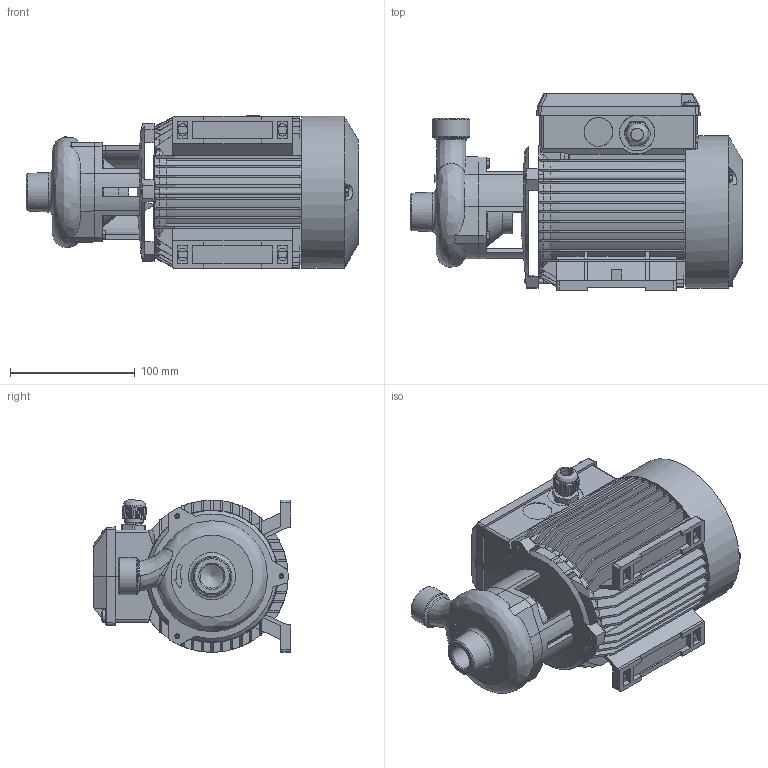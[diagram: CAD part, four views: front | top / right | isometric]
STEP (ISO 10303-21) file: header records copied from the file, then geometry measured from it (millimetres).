
FILE_DESCRIPTION(('STEP AP214'),'2;1');
FILE_NAME('4_93_476_01_REV00.stp','2013-09-17T10:12:04',(''),(''),'2012.1.115','THINKDESIGN','');
FILE_SCHEMA(('AUTOMOTIVE_DESIGN'));
Length unit declared in the file: millimetre
Bounding box: 266 x 158 x 122.35 mm (x, y, z)
Volume: 5089.1 mm3; surface area: 274242.4 mm2
Topology: 2 solids, 3 shells, 1044 faces, 2875 edges, 1902 vertices
Faces by surface type: plane 729, cylinder 177, bspline 138
Full cylindrical faces by diameter (mm): 3.5 x3, 4 x3, 10 x4, 10.5 x1, 11.5 x1, 13.4 x1, 14 x1, 14.16 x1, 15 x1, 16 x1, 18 x1, 19 x2, 23 x2, 28.5 x1, 30 x1, 122 x1
Entity records: 48136 total; most frequent: CARTESIAN_POINT 12623, ORIENTED_EDGE 5740, DIRECTION 4984, EDGE_CURVE 2870, VECTOR 1984, LINE 1984, VERTEX_POINT 1900, AXIS2_PLACEMENT_3D 1500
